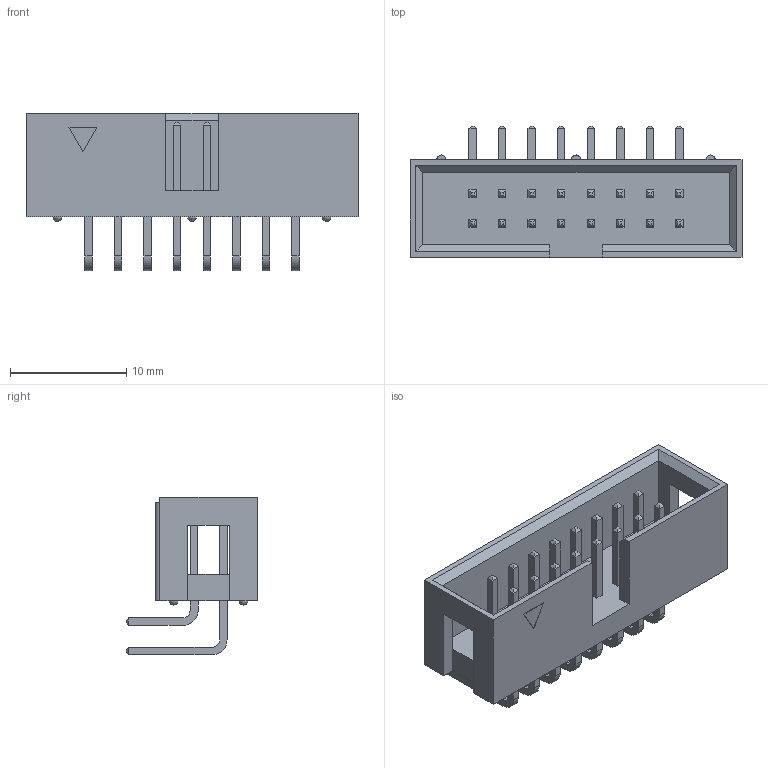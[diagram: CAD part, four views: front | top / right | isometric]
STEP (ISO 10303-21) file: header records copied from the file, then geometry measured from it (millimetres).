
FILE_DESCRIPTION (( 'STEP AP214' ), '1' );
FILE_NAME ('User Library-IDC Socket Male 16pin Angled THT Goldplated 2.54mm.STEP', '2018-10-18T20:10:46', ( '' ), ( '' ), 'SwSTEP 2.0', 'SolidWorks 2018', '' );
FILE_SCHEMA (( 'AUTOMOTIVE_DESIGN' ));
Length unit declared in the file: millimetre
Products named in the file (1): User Library-IDC Socket Male 16pin Angled THT Goldplated 2.54mm
Bounding box: 28.56 x 11.35 x 13.56 mm (x, y, z)
Surface area: 2121.3 mm2 (no closed solid volume)
Topology: 0 solids, 6 shells, 403 faces, 996 edges, 620 vertices
Faces by surface type: plane 360, cylinder 37, bspline 6
Entity records: 16019 total; most frequent: CARTESIAN_POINT 2098, ORIENTED_EDGE 1936, DIRECTION 1866, EDGE_CURVE 984, VECTOR 898, LINE 898, VERTEX_POINT 620, AXIS2_PLACEMENT_3D 484
